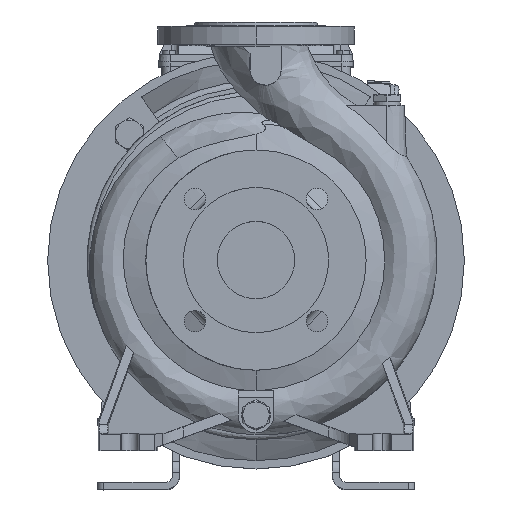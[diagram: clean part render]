
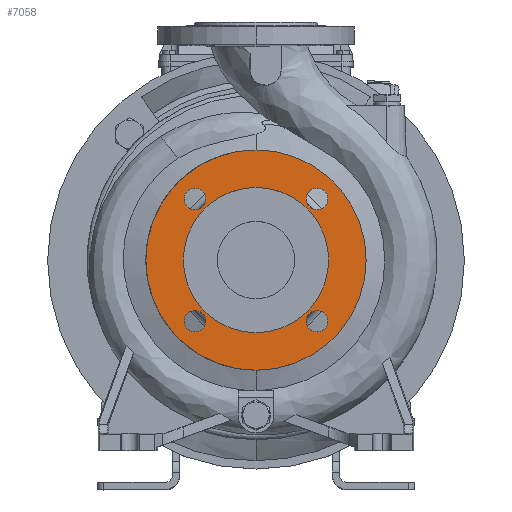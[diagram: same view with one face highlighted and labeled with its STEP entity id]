
A CAD part, top view. The second image highlights one B-rep face of the part: STEP entity #7058.
In plain terms, the highlighted planar face has unit normal (0, 0, 1).
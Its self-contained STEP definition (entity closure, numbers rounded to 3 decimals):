
#330 = AXIS2_PLACEMENT_3D ( 'NONE', #69389, #29579, #38469 ) ;
#1586 = EDGE_CURVE ( 'NONE', #26098, #65378, #86979, .T. ) ;
#1746 = FACE_OUTER_BOUND ( 'NONE', #88876, .T. ) ;
#3294 = FACE_BOUND ( 'NONE', #80674, .T. ) ;
#3640 = CIRCLE ( 'NONE', #25478, 9. ) ;
#4405 = CIRCLE ( 'NONE', #14464, 9. ) ;
#5900 = CIRCLE ( 'NONE', #46107, 9. ) ;
#6367 = ORIENTED_EDGE ( 'NONE', *, *, #1586, .T. ) ;
#7058 = ADVANCED_FACE ( 'NONE', ( #42652, #3294, #34265, #99229, #35290, #1746 ), #27430, .F. ) ;
#7666 = CIRCLE ( 'NONE', #79664, 9. ) ;
#8280 = VERTEX_POINT ( 'NONE', #84041 ) ;
#9146 = DIRECTION ( 'NONE',  ( 0., 0., -1. ) ) ;
#9350 = AXIS2_PLACEMENT_3D ( 'NONE', #82787, #10967, #99032 ) ;
#10190 = ORIENTED_EDGE ( 'NONE', *, *, #65132, .F. ) ;
#10967 = DIRECTION ( 'NONE',  ( 0., 0., 1. ) ) ;
#11986 = VERTEX_POINT ( 'NONE', #78457 ) ;
#13913 = CIRCLE ( 'NONE', #75896, 92.5 ) ;
#14299 = EDGE_CURVE ( 'NONE', #25702, #11986, #60602, .T. ) ;
#14464 = AXIS2_PLACEMENT_3D ( 'NONE', #42636, #44182, #76146 ) ;
#16519 = CARTESIAN_POINT ( 'NONE',  ( 0., -92.5, 341. ) ) ;
#17161 = VERTEX_POINT ( 'NONE', #37073 ) ;
#17873 = CARTESIAN_POINT ( 'NONE',  ( 0., -61., 341. ) ) ;
#18131 = EDGE_LOOP ( 'NONE', ( #10190, #39510 ) ) ;
#18831 = EDGE_CURVE ( 'NONE', #20241, #90083, #13913, .T. ) ;
#19001 = DIRECTION ( 'NONE',  ( 0., 0., 1. ) ) ;
#19425 = DIRECTION ( 'NONE',  ( 0., 1., 0. ) ) ;
#20241 = VERTEX_POINT ( 'NONE', #16519 ) ;
#22548 = CARTESIAN_POINT ( 'NONE',  ( 0., 0., 341. ) ) ;
#23207 = CARTESIAN_POINT ( 'NONE',  ( 51.265, 60.265, 341. ) ) ;
#24000 = VERTEX_POINT ( 'NONE', #23207 ) ;
#24371 = AXIS2_PLACEMENT_3D ( 'NONE', #38333, #60395, #52524 ) ;
#24859 = CARTESIAN_POINT ( 'NONE',  ( 0., 0., 341. ) ) ;
#25248 = CARTESIAN_POINT ( 'NONE',  ( 51.265, -51.265, 341. ) ) ;
#25249 = EDGE_CURVE ( 'NONE', #70549, #76409, #7666, .T. ) ;
#25478 = AXIS2_PLACEMENT_3D ( 'NONE', #58915, #26439, #90862 ) ;
#25702 = VERTEX_POINT ( 'NONE', #76596 ) ;
#26098 = VERTEX_POINT ( 'NONE', #35567 ) ;
#26439 = DIRECTION ( 'NONE',  ( 0., 0., -1. ) ) ;
#27280 = DIRECTION ( 'NONE',  ( 0., 0., -1. ) ) ;
#27430 = PLANE ( 'NONE',  #73736 ) ;
#29120 = VERTEX_POINT ( 'NONE', #17873 ) ;
#29246 = EDGE_LOOP ( 'NONE', ( #60440, #88732 ) ) ;
#29579 = DIRECTION ( 'NONE',  ( 0., 0., -1. ) ) ;
#31646 = DIRECTION ( 'NONE',  ( 0., 0., -1. ) ) ;
#32067 = DIRECTION ( 'NONE',  ( 0., 1., 0. ) ) ;
#34198 = CARTESIAN_POINT ( 'NONE',  ( 51.265, -42.265, 341. ) ) ;
#34265 = FACE_BOUND ( 'NONE', #41820, .T. ) ;
#34738 = DIRECTION ( 'NONE',  ( 0., -1., 0. ) ) ;
#35290 = FACE_BOUND ( 'NONE', #18131, .T. ) ;
#35567 = CARTESIAN_POINT ( 'NONE',  ( 51.265, -60.265, 341. ) ) ;
#36220 = CIRCLE ( 'NONE', #68029, 92.5 ) ;
#37073 = CARTESIAN_POINT ( 'NONE',  ( 0., 61., 341. ) ) ;
#38333 = CARTESIAN_POINT ( 'NONE',  ( 51.265, -51.265, 341. ) ) ;
#38469 = DIRECTION ( 'NONE',  ( 0., 1., 0. ) ) ;
#38470 = CARTESIAN_POINT ( 'NONE',  ( 51.265, 51.265, 341. ) ) ;
#39509 = CARTESIAN_POINT ( 'NONE',  ( -51.265, -42.265, 341. ) ) ;
#39510 = ORIENTED_EDGE ( 'NONE', *, *, #78528, .F. ) ;
#40096 = AXIS2_PLACEMENT_3D ( 'NONE', #25248, #27280, #19425 ) ;
#41088 = DIRECTION ( 'NONE',  ( 0., 0., -1. ) ) ;
#41120 = CIRCLE ( 'NONE', #24371, 9. ) ;
#41820 = EDGE_LOOP ( 'NONE', ( #95256, #6367 ) ) ;
#42636 = CARTESIAN_POINT ( 'NONE',  ( -51.265, 51.265, 341. ) ) ;
#42652 = FACE_BOUND ( 'NONE', #29246, .T. ) ;
#44182 = DIRECTION ( 'NONE',  ( 0., 0., -1. ) ) ;
#46107 = AXIS2_PLACEMENT_3D ( 'NONE', #46774, #63019, #32067 ) ;
#46689 = ORIENTED_EDGE ( 'NONE', *, *, #73719, .T. ) ;
#46774 = CARTESIAN_POINT ( 'NONE',  ( -51.265, -51.265, 341. ) ) ;
#52524 = DIRECTION ( 'NONE',  ( 0., 1., 0. ) ) ;
#54309 = AXIS2_PLACEMENT_3D ( 'NONE', #38470, #31646, #70926 ) ;
#54582 = CIRCLE ( 'NONE', #9350, 61. ) ;
#55717 = EDGE_CURVE ( 'NONE', #76409, #70549, #5900, .T. ) ;
#56233 = ORIENTED_EDGE ( 'NONE', *, *, #55717, .T. ) ;
#58387 = DIRECTION ( 'NONE',  ( 0., -1., 0. ) ) ;
#58915 = CARTESIAN_POINT ( 'NONE',  ( 51.265, 51.265, 341. ) ) ;
#60395 = DIRECTION ( 'NONE',  ( 0., 0., -1. ) ) ;
#60440 = ORIENTED_EDGE ( 'NONE', *, *, #79616, .T. ) ;
#60602 = CIRCLE ( 'NONE', #330, 9. ) ;
#63019 = DIRECTION ( 'NONE',  ( 0., 0., -1. ) ) ;
#65132 = EDGE_CURVE ( 'NONE', #29120, #17161, #54582, .T. ) ;
#65378 = VERTEX_POINT ( 'NONE', #34198 ) ;
#67240 = CARTESIAN_POINT ( 'NONE',  ( -185., 185., 341. ) ) ;
#68029 = AXIS2_PLACEMENT_3D ( 'NONE', #24859, #41088, #58387 ) ;
#69389 = CARTESIAN_POINT ( 'NONE',  ( -51.265, 51.265, 341. ) ) ;
#70549 = VERTEX_POINT ( 'NONE', #96165 ) ;
#70581 = EDGE_LOOP ( 'NONE', ( #46689, #101771 ) ) ;
#70926 = DIRECTION ( 'NONE',  ( 0., 1., 0. ) ) ;
#71956 = ORIENTED_EDGE ( 'NONE', *, *, #18831, .F. ) ;
#73102 = DIRECTION ( 'NONE',  ( 0., 1., 0. ) ) ;
#73719 = EDGE_CURVE ( 'NONE', #24000, #8280, #76050, .T. ) ;
#73736 = AXIS2_PLACEMENT_3D ( 'NONE', #67240, #91384, #97691 ) ;
#74543 = AXIS2_PLACEMENT_3D ( 'NONE', #99713, #19001, #34738 ) ;
#75896 = AXIS2_PLACEMENT_3D ( 'NONE', #22548, #102723, #93334 ) ;
#76050 = CIRCLE ( 'NONE', #54309, 9. ) ;
#76146 = DIRECTION ( 'NONE',  ( 0., 1., 0. ) ) ;
#76282 = CIRCLE ( 'NONE', #74543, 61. ) ;
#76409 = VERTEX_POINT ( 'NONE', #39509 ) ;
#76596 = CARTESIAN_POINT ( 'NONE',  ( -51.265, 42.265, 341. ) ) ;
#77933 = EDGE_CURVE ( 'NONE', #65378, #26098, #41120, .T. ) ;
#78457 = CARTESIAN_POINT ( 'NONE',  ( -51.265, 60.265, 341. ) ) ;
#78528 = EDGE_CURVE ( 'NONE', #17161, #29120, #76282, .T. ) ;
#78858 = CARTESIAN_POINT ( 'NONE',  ( 0., 92.5, 341. ) ) ;
#79435 = EDGE_CURVE ( 'NONE', #90083, #20241, #36220, .T. ) ;
#79616 = EDGE_CURVE ( 'NONE', #11986, #25702, #4405, .T. ) ;
#79664 = AXIS2_PLACEMENT_3D ( 'NONE', #80965, #9146, #73102 ) ;
#80674 = EDGE_LOOP ( 'NONE', ( #56233, #96951 ) ) ;
#80965 = CARTESIAN_POINT ( 'NONE',  ( -51.265, -51.265, 341. ) ) ;
#81689 = ORIENTED_EDGE ( 'NONE', *, *, #79435, .F. ) ;
#82787 = CARTESIAN_POINT ( 'NONE',  ( 0., 0., 341. ) ) ;
#84041 = CARTESIAN_POINT ( 'NONE',  ( 51.265, 42.265, 341. ) ) ;
#86979 = CIRCLE ( 'NONE', #40096, 9. ) ;
#88732 = ORIENTED_EDGE ( 'NONE', *, *, #14299, .T. ) ;
#88876 = EDGE_LOOP ( 'NONE', ( #71956, #81689 ) ) ;
#90083 = VERTEX_POINT ( 'NONE', #78858 ) ;
#90862 = DIRECTION ( 'NONE',  ( 0., 1., 0. ) ) ;
#91384 = DIRECTION ( 'NONE',  ( 0., 0., -1. ) ) ;
#91464 = EDGE_CURVE ( 'NONE', #8280, #24000, #3640, .T. ) ;
#93334 = DIRECTION ( 'NONE',  ( 0., -1., 0. ) ) ;
#95256 = ORIENTED_EDGE ( 'NONE', *, *, #77933, .T. ) ;
#96165 = CARTESIAN_POINT ( 'NONE',  ( -51.265, -60.265, 341. ) ) ;
#96951 = ORIENTED_EDGE ( 'NONE', *, *, #25249, .T. ) ;
#97691 = DIRECTION ( 'NONE',  ( 0., -1., 0. ) ) ;
#99032 = DIRECTION ( 'NONE',  ( 0., -1., 0. ) ) ;
#99229 = FACE_BOUND ( 'NONE', #70581, .T. ) ;
#99713 = CARTESIAN_POINT ( 'NONE',  ( 0., 0., 341. ) ) ;
#101771 = ORIENTED_EDGE ( 'NONE', *, *, #91464, .T. ) ;
#102723 = DIRECTION ( 'NONE',  ( 0., 0., -1. ) ) ;
